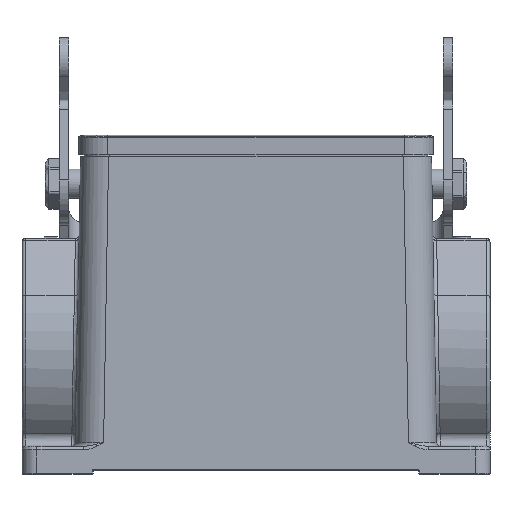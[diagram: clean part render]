
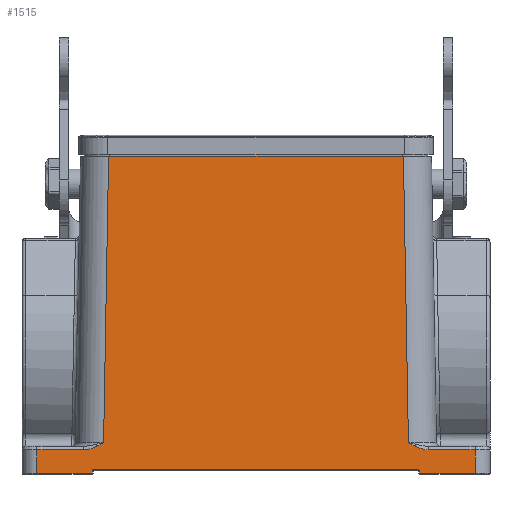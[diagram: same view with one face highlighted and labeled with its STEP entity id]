
A CAD part, front view. The second image highlights one B-rep face of the part: STEP entity #1515.
In plain terms, the highlighted planar face has unit normal (0, -1, 0.018).
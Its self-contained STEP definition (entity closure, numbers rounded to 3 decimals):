
#163=B_SPLINE_CURVE_WITH_KNOTS('',3,(#15310,#15311,#15312,#15313,#15314,
#15315,#15316,#15317,#15318,#15319),.UNSPECIFIED.,.F.,.F.,(4,3,3,4),(0.,
0.279,0.483,1.),.UNSPECIFIED.);
#164=B_SPLINE_CURVE_WITH_KNOTS('',3,(#15340,#15341,#15342,#15343),
 .UNSPECIFIED.,.F.,.F.,(4,4),(0.,1.),.UNSPECIFIED.);
#325=ELLIPSE('',#10804,0.6,0.6);
#326=ELLIPSE('',#10805,0.6,0.6);
#939=FACE_OUTER_BOUND('',#2548,.T.);
#1515=ADVANCED_FACE('',(#939),#2112,.T.);
#2112=PLANE('',#10807);
#2548=EDGE_LOOP('',(#4955,#4956,#4957,#4958,#4959,#4960,#4961,#4962,#4963,
#4964,#4965,#4966,#4967,#4968,#4969,#4970,#4971,#4972));
#3280=LINE('',#15301,#4002);
#3281=LINE('',#15303,#4003);
#3282=LINE('',#15306,#4004);
#3283=LINE('',#15320,#4005);
#3284=LINE('',#15322,#4006);
#3285=LINE('',#15324,#4007);
#3286=LINE('',#15328,#4008);
#3287=LINE('',#15332,#4009);
#3288=LINE('',#15334,#4010);
#3289=LINE('',#15336,#4011);
#3290=LINE('',#15338,#4012);
#3291=LINE('',#15347,#4013);
#4002=VECTOR('',#12214,1.);
#4003=VECTOR('',#12217,1.);
#4004=VECTOR('',#12218,1.);
#4005=VECTOR('',#12221,1.);
#4006=VECTOR('',#12222,1.);
#4007=VECTOR('',#12223,1.);
#4008=VECTOR('',#12226,1.);
#4009=VECTOR('',#12229,1.);
#4010=VECTOR('',#12230,1.);
#4011=VECTOR('',#12231,1.);
#4012=VECTOR('',#12232,1.);
#4013=VECTOR('',#12235,1.);
#4955=ORIENTED_EDGE('',*,*,#8814,.T.);
#4956=ORIENTED_EDGE('',*,*,#8815,.F.);
#4957=ORIENTED_EDGE('',*,*,#8816,.F.);
#4958=ORIENTED_EDGE('',*,*,#8817,.F.);
#4959=ORIENTED_EDGE('',*,*,#8813,.T.);
#4960=ORIENTED_EDGE('',*,*,#8818,.T.);
#4961=ORIENTED_EDGE('',*,*,#8819,.T.);
#4962=ORIENTED_EDGE('',*,*,#8820,.F.);
#4963=ORIENTED_EDGE('',*,*,#8821,.F.);
#4964=ORIENTED_EDGE('',*,*,#8822,.T.);
#4965=ORIENTED_EDGE('',*,*,#8823,.F.);
#4966=ORIENTED_EDGE('',*,*,#8824,.F.);
#4967=ORIENTED_EDGE('',*,*,#8825,.T.);
#4968=ORIENTED_EDGE('',*,*,#8826,.T.);
#4969=ORIENTED_EDGE('',*,*,#8827,.T.);
#4970=ORIENTED_EDGE('',*,*,#8828,.F.);
#4971=ORIENTED_EDGE('',*,*,#8829,.F.);
#4972=ORIENTED_EDGE('',*,*,#8830,.F.);
#7794=VERTEX_POINT('',#15298);
#7795=VERTEX_POINT('',#15300);
#7796=VERTEX_POINT('',#15304);
#7797=VERTEX_POINT('',#15305);
#7798=VERTEX_POINT('',#15307);
#7799=VERTEX_POINT('',#15309);
#7800=VERTEX_POINT('',#15321);
#7801=VERTEX_POINT('',#15323);
#7802=VERTEX_POINT('',#15325);
#7803=VERTEX_POINT('',#15327);
#7804=VERTEX_POINT('',#15329);
#7805=VERTEX_POINT('',#15331);
#7806=VERTEX_POINT('',#15333);
#7807=VERTEX_POINT('',#15335);
#7808=VERTEX_POINT('',#15337);
#7809=VERTEX_POINT('',#15339);
#7810=VERTEX_POINT('',#15344);
#7811=VERTEX_POINT('',#15346);
#8813=EDGE_CURVE('',#7794,#7795,#3280,.T.);
#8814=EDGE_CURVE('',#7796,#7797,#3281,.T.);
#8815=EDGE_CURVE('',#7798,#7797,#3282,.T.);
#8816=EDGE_CURVE('',#7799,#7798,#10245,.T.);
#8817=EDGE_CURVE('',#7794,#7799,#163,.T.);
#8818=EDGE_CURVE('',#7795,#7800,#3283,.T.);
#8819=EDGE_CURVE('',#7800,#7801,#3284,.T.);
#8820=EDGE_CURVE('',#7802,#7801,#3285,.T.);
#8821=EDGE_CURVE('',#7803,#7802,#325,.T.);
#8822=EDGE_CURVE('',#7803,#7804,#3286,.T.);
#8823=EDGE_CURVE('',#7805,#7804,#326,.T.);
#8824=EDGE_CURVE('',#7806,#7805,#3287,.T.);
#8825=EDGE_CURVE('',#7806,#7807,#3288,.T.);
#8826=EDGE_CURVE('',#7807,#7808,#3289,.T.);
#8827=EDGE_CURVE('',#7808,#7809,#3290,.T.);
#8828=EDGE_CURVE('',#7810,#7809,#164,.T.);
#8829=EDGE_CURVE('',#7811,#7810,#10246,.T.);
#8830=EDGE_CURVE('',#7796,#7811,#3291,.T.);
#10245=CIRCLE('',#10803,35.099);
#10246=CIRCLE('',#10806,35.043);
#10803=AXIS2_PLACEMENT_3D('',#15308,#12219,#12220);
#10804=AXIS2_PLACEMENT_3D('',#15326,#12224,#12225);
#10805=AXIS2_PLACEMENT_3D('',#15330,#12227,#12228);
#10806=AXIS2_PLACEMENT_3D('',#15345,#12233,#12234);
#10807=AXIS2_PLACEMENT_3D('',#15348,#12236,#12237);
#12214=DIRECTION('',(-1.,0.,0.));
#12217=DIRECTION('',(-1.,0.,0.));
#12218=DIRECTION('',(0.017,0.017,1.));
#12219=DIRECTION('',(0.,-1.,0.017));
#12220=DIRECTION('',(0.,0.017,1.));
#12221=DIRECTION('',(0.,-0.017,-1.));
#12222=DIRECTION('',(1.,0.,0.));
#12223=DIRECTION('',(0.,-0.017,-1.));
#12224=DIRECTION('',(0.,-1.,0.017));
#12225=DIRECTION('',(0.,-0.017,-1.));
#12226=DIRECTION('',(1.,0.,0.));
#12227=DIRECTION('',(0.,-1.,0.017));
#12228=DIRECTION('',(0.,0.017,1.));
#12229=DIRECTION('',(0.,0.017,1.));
#12230=DIRECTION('',(1.,0.,0.));
#12231=DIRECTION('',(0.,0.017,1.));
#12232=DIRECTION('',(-1.,0.,0.));
#12233=DIRECTION('',(0.,-1.,0.017));
#12234=DIRECTION('',(0.,0.017,1.));
#12235=DIRECTION('',(0.017,-0.017,-1.));
#12236=DIRECTION('',(0.,-1.,0.017));
#12237=DIRECTION('',(0.,-0.017,-1.));
#15298=CARTESIAN_POINT('',(-46.144,-43.136,-37.033));
#15300=CARTESIAN_POINT('',(-58.5,-43.136,-37.033));
#15301=CARTESIAN_POINT('',(-65.59,-43.136,-37.033));
#15303=CARTESIAN_POINT('',(-65.59,-41.768,41.352));
#15304=CARTESIAN_POINT('',(39.374,-41.768,41.352));
#15305=CARTESIAN_POINT('',(-39.374,-41.768,41.352));
#15306=CARTESIAN_POINT('',(-40.863,-43.258,-43.981));
#15307=CARTESIAN_POINT('',(-40.709,-43.101,-35.068));
#15308=CARTESIAN_POINT('',(-58.042,-42.569,-4.551));
#15309=CARTESIAN_POINT('',(-42.569,-43.119,-36.05));
#15310=CARTESIAN_POINT('',(-46.144,-43.136,-37.033));
#15311=CARTESIAN_POINT('',(-45.796,-43.136,-37.033));
#15312=CARTESIAN_POINT('',(-45.448,-43.136,-36.996));
#15313=CARTESIAN_POINT('',(-45.106,-43.134,-36.933));
#15314=CARTESIAN_POINT('',(-44.856,-43.134,-36.886));
#15315=CARTESIAN_POINT('',(-44.608,-43.133,-36.826));
#15316=CARTESIAN_POINT('',(-44.364,-43.131,-36.755));
#15317=CARTESIAN_POINT('',(-43.747,-43.128,-36.576));
#15318=CARTESIAN_POINT('',(-43.149,-43.124,-36.327));
#15319=CARTESIAN_POINT('',(-42.569,-43.119,-36.05));
#15320=CARTESIAN_POINT('',(-58.5,-43.25,-43.55));
#15321=CARTESIAN_POINT('',(-58.5,-43.245,-43.245));
#15322=CARTESIAN_POINT('',(-65.59,-43.245,-43.245));
#15323=CARTESIAN_POINT('',(-43.8,-43.245,-43.245));
#15324=CARTESIAN_POINT('',(-43.8,-43.25,-43.55));
#15325=CARTESIAN_POINT('',(-43.8,-43.238,-42.845));
#15326=CARTESIAN_POINT('',(-43.2,-43.238,-42.845));
#15327=CARTESIAN_POINT('',(-43.2,-43.227,-42.245));
#15328=CARTESIAN_POINT('',(-65.59,-43.227,-42.245));
#15329=CARTESIAN_POINT('',(43.2,-43.227,-42.245));
#15330=CARTESIAN_POINT('',(43.2,-43.238,-42.845));
#15331=CARTESIAN_POINT('',(43.8,-43.238,-42.845));
#15332=CARTESIAN_POINT('',(43.8,-43.25,-43.55));
#15333=CARTESIAN_POINT('',(43.8,-43.245,-43.245));
#15334=CARTESIAN_POINT('',(-65.59,-43.245,-43.245));
#15335=CARTESIAN_POINT('',(58.5,-43.245,-43.245));
#15336=CARTESIAN_POINT('',(58.5,-43.25,-43.55));
#15337=CARTESIAN_POINT('',(58.5,-43.136,-37.033));
#15338=CARTESIAN_POINT('',(-65.59,-43.136,-37.033));
#15339=CARTESIAN_POINT('',(46.144,-43.136,-37.033));
#15340=CARTESIAN_POINT('',(42.57,-43.119,-36.05));
#15341=CARTESIAN_POINT('',(43.695,-43.128,-36.588));
#15342=CARTESIAN_POINT('',(44.888,-43.136,-37.033));
#15343=CARTESIAN_POINT('',(46.144,-43.136,-37.033));
#15344=CARTESIAN_POINT('',(42.569,-43.119,-36.05));
#15345=CARTESIAN_POINT('',(58.016,-42.57,-4.601));
#15346=CARTESIAN_POINT('',(40.709,-43.101,-35.068));
#15347=CARTESIAN_POINT('',(40.754,-43.149,-37.737));
#15348=CARTESIAN_POINT('',(-65.59,-43.25,-43.55));
